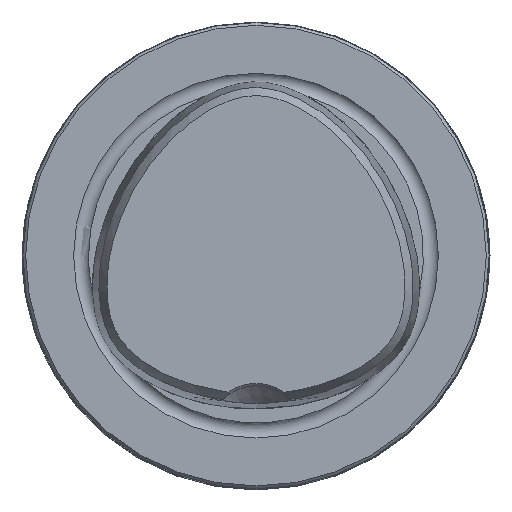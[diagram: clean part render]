
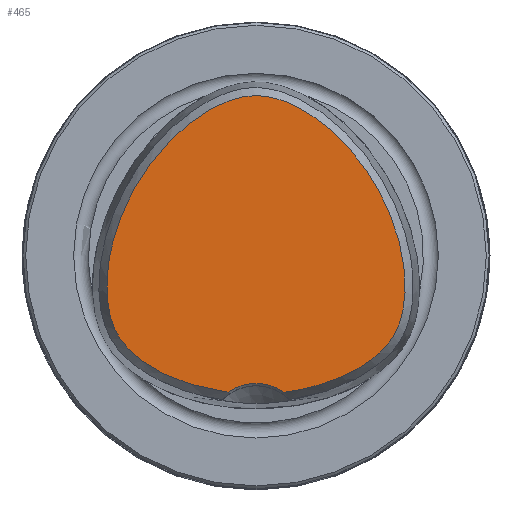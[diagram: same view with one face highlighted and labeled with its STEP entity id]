
A CAD part, top view. The second image highlights one B-rep face of the part: STEP entity #465.
In plain terms, the highlighted planar face has unit normal (0, 0, 1).
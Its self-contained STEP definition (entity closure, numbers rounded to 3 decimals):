
#252=B_SPLINE_CURVE_WITH_KNOTS('',3,(#4118,#4119,#4120,#4121,#4122,#4123,
#4124,#4125,#4126,#4127,#4128,#4129,#4130,#4131,#4132,#4133,#4134,#4135,
#4136,#4137,#4138,#4139,#4140,#4141,#4142,#4143,#4144,#4145,#4146,#4147,
#4148,#4149,#4150,#4151,#4152,#4153,#4154,#4155,#4156,#4157,#4158,#4159,
#4160,#4161,#4162,#4163,#4164,#4165,#4166,#4167,#4168,#4169,#4170,#4171,
#4172,#4173,#4174,#4175,#4176,#4177,#4178,#4179,#4180),.UNSPECIFIED.,.T.,
 .F.,(1,1,2,1,1,1,1,1,1,1,1,1,1,1,1,1,1,1,1,1,1,1,1,1,1,1,1,1,1,1,1,1,1,
1,1,1,1,1,1,1,1,1,1,1,1,1,1,1,1,1,1,1,1,1,1,1,1,1,1,1,1,1,2,1,1),(-0.063,
-0.031,0.,0.031,0.063,0.078,0.094,0.109,0.125,0.141,0.156,
0.164,0.172,0.18,0.188,0.203,0.219,0.234,0.25,0.266,
0.281,0.313,0.344,0.359,0.375,0.406,0.422,0.438,0.453,
0.469,0.484,0.492,0.5,0.508,0.516,0.531,0.547,0.563,
0.578,0.594,0.625,0.641,0.656,0.688,0.719,0.734,0.75,0.766,
0.781,0.797,0.813,0.82,0.828,0.836,0.844,0.859,0.875,
0.891,0.906,0.922,0.938,0.969,1.,1.031,1.063),
 .UNSPECIFIED.);
#404=CIRCLE('',#2788,5.25);
#465=ADVANCED_FACE('CU_E_LO_SU_2',(#665),#601,.T.);
#601=PLANE('',#2789);
#665=FACE_OUTER_BOUND('',#809,.T.);
#809=EDGE_LOOP('',(#1360,#1361));
#1360=ORIENTED_EDGE('',*,*,#2354,.F.);
#1361=ORIENTED_EDGE('',*,*,#2356,.T.);
#2081=VERTEX_POINT('',#4117);
#2082=VERTEX_POINT('',#4181);
#2354=EDGE_CURVE('',#2081,#2082,#252,.T.);
#2356=EDGE_CURVE('',#2081,#2082,#404,.T.);
#2788=AXIS2_PLACEMENT_3D('',#4375,#3078,#3079);
#2789=AXIS2_PLACEMENT_3D('',#4376,#3080,#3081);
#3078=DIRECTION('',(0.,0.,-1.));
#3079=DIRECTION('',(-1.,0.,0.));
#3080=DIRECTION('',(0.,0.,1.));
#3081=DIRECTION('',(-1.,0.,0.));
#4117=CARTESIAN_POINT('',(-3.002,-14.693,30.));
#4118=CARTESIAN_POINT('',(1.097,-14.873,30.));
#4119=CARTESIAN_POINT('',(-1.097,-14.873,30.));
#4120=CARTESIAN_POINT('',(-3.239,-14.735,30.));
#4121=CARTESIAN_POINT('',(-5.875,-14.208,30.));
#4122=CARTESIAN_POINT('',(-7.928,-13.56,30.));
#4123=CARTESIAN_POINT('',(-9.409,-12.964,30.));
#4124=CARTESIAN_POINT('',(-10.821,-12.249,30.));
#4125=CARTESIAN_POINT('',(-12.14,-11.413,30.));
#4126=CARTESIAN_POINT('',(-13.328,-10.454,30.));
#4127=CARTESIAN_POINT('',(-14.159,-9.558,30.));
#4128=CARTESIAN_POINT('',(-14.71,-8.766,30.));
#4129=CARTESIAN_POINT('',(-15.054,-8.145,30.));
#4130=CARTESIAN_POINT('',(-15.338,-7.487,30.));
#4131=CARTESIAN_POINT('',(-15.647,-6.546,30.));
#4132=CARTESIAN_POINT('',(-15.896,-5.318,30.));
#4133=CARTESIAN_POINT('',(-16.015,-3.771,30.));
#4134=CARTESIAN_POINT('',(-15.976,-2.194,30.));
#4135=CARTESIAN_POINT('',(-15.797,-0.612,30.));
#4136=CARTESIAN_POINT('',(-15.489,0.962,30.));
#4137=CARTESIAN_POINT('',(-14.92,3.043,30.));
#4138=CARTESIAN_POINT('',(-13.943,5.552,30.));
#4139=CARTESIAN_POINT('',(-12.645,7.917,30.));
#4140=CARTESIAN_POINT('',(-11.421,9.707,30.));
#4141=CARTESIAN_POINT('',(-10.084,11.411,30.));
#4142=CARTESIAN_POINT('',(-8.603,12.948,30.));
#4143=CARTESIAN_POINT('',(-6.949,14.314,30.));
#4144=CARTESIAN_POINT('',(-5.646,15.222,30.));
#4145=CARTESIAN_POINT('',(-4.281,15.997,30.));
#4146=CARTESIAN_POINT('',(-2.868,16.609,30.));
#4147=CARTESIAN_POINT('',(-1.676,16.946,30.));
#4148=CARTESIAN_POINT('',(-0.71,17.09,30.));
#4149=CARTESIAN_POINT('',(0.,17.126,30.));
#4150=CARTESIAN_POINT('',(0.71,17.09,30.));
#4151=CARTESIAN_POINT('',(1.676,16.946,30.));
#4152=CARTESIAN_POINT('',(2.868,16.609,30.));
#4153=CARTESIAN_POINT('',(4.281,15.997,30.));
#4154=CARTESIAN_POINT('',(5.646,15.222,30.));
#4155=CARTESIAN_POINT('',(6.949,14.314,30.));
#4156=CARTESIAN_POINT('',(8.603,12.948,30.));
#4157=CARTESIAN_POINT('',(10.084,11.411,30.));
#4158=CARTESIAN_POINT('',(11.421,9.707,30.));
#4159=CARTESIAN_POINT('',(12.645,7.917,30.));
#4160=CARTESIAN_POINT('',(13.943,5.552,30.));
#4161=CARTESIAN_POINT('',(14.92,3.043,30.));
#4162=CARTESIAN_POINT('',(15.489,0.962,30.));
#4163=CARTESIAN_POINT('',(15.797,-0.612,30.));
#4164=CARTESIAN_POINT('',(15.976,-2.194,30.));
#4165=CARTESIAN_POINT('',(16.015,-3.771,30.));
#4166=CARTESIAN_POINT('',(15.896,-5.318,30.));
#4167=CARTESIAN_POINT('',(15.647,-6.546,30.));
#4168=CARTESIAN_POINT('',(15.338,-7.487,30.));
#4169=CARTESIAN_POINT('',(15.054,-8.145,30.));
#4170=CARTESIAN_POINT('',(14.71,-8.766,30.));
#4171=CARTESIAN_POINT('',(14.159,-9.558,30.));
#4172=CARTESIAN_POINT('',(13.328,-10.454,30.));
#4173=CARTESIAN_POINT('',(12.14,-11.413,30.));
#4174=CARTESIAN_POINT('',(10.821,-12.249,30.));
#4175=CARTESIAN_POINT('',(9.409,-12.964,30.));
#4176=CARTESIAN_POINT('',(7.928,-13.56,30.));
#4177=CARTESIAN_POINT('',(5.875,-14.208,30.));
#4178=CARTESIAN_POINT('',(3.239,-14.735,30.));
#4179=CARTESIAN_POINT('',(1.097,-14.873,30.));
#4180=CARTESIAN_POINT('',(-1.097,-14.873,30.));
#4181=CARTESIAN_POINT('',(3.002,-14.693,30.));
#4375=CARTESIAN_POINT('',(0.,-19.,30.));
#4376=CARTESIAN_POINT('',(0.,0.,30.));
